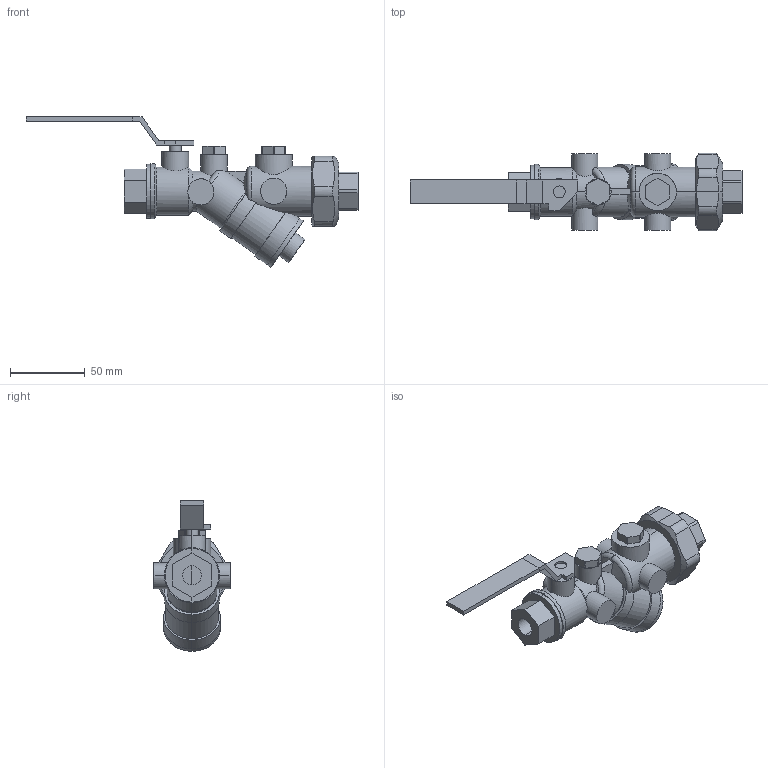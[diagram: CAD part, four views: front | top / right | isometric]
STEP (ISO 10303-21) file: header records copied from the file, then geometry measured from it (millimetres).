
FILE_DESCRIPTION(/* description */ (''),/* implementation_level */ '2;1');
FILE_NAME(/* name */ '121141.stp',/* time_stamp */ '2016-07-27T08:56:48+02:00',/* author */ ('UFFTEC'),/* organization */ (''),/* preprocessor_version */ 'ST-DEVELOPER v15.2',/* originating_system */ 'Autodesk Inventor 2014',/* authorisation */ '');
FILE_SCHEMA (('AUTOMOTIVE_DESIGN { 1 0 10303 214 3 1 1 }'));
Length unit declared in the file: millimetre
Products named in the file (4): Parte283; Parte285; Parte287; Assieme9
Bounding box: 222.5 x 52.09 x 100.98 mm (x, y, z)
Volume: 204802.1 mm3; surface area: 35994.3 mm2
Topology: 3 solids, 3 shells, 192 faces, 477 edges, 298 vertices
Faces by surface type: plane 102, cylinder 72, cone 12, torus 6
Entity records: 6449 total; most frequent: CARTESIAN_POINT 1946, ORIENTED_EDGE 954, DIRECTION 896, EDGE_CURVE 477, AXIS2_PLACEMENT_3D 327, VERTEX_POINT 298, LINE 242, VECTOR 242
